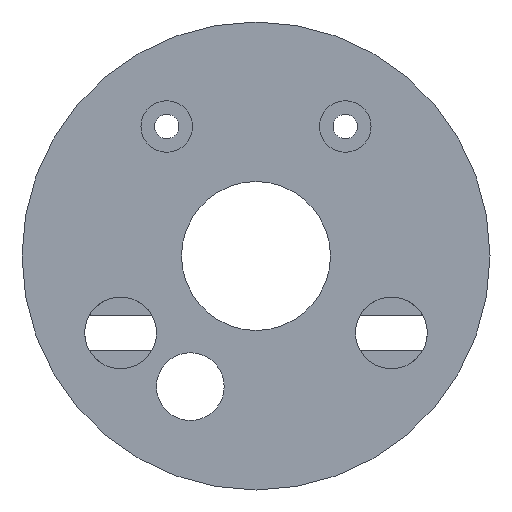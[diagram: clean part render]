
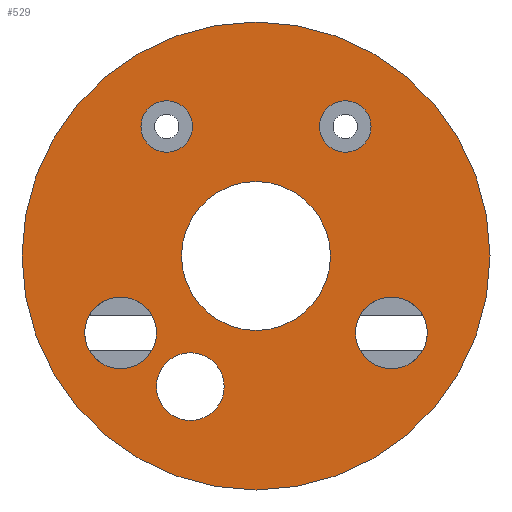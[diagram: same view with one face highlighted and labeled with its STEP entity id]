
A CAD part, front view. The second image highlights one B-rep face of the part: STEP entity #529.
In plain terms, the highlighted planar face has unit normal (0, -1, 0).
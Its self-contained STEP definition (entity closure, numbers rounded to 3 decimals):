
#3 = ORIENTED_EDGE ( 'NONE', *, *, #300, .T. ) ;
#5 = DIRECTION ( 'NONE',  ( 0., 0., -1. ) ) ;
#7 = AXIS2_PLACEMENT_3D ( 'NONE', #72, #925, #607 ) ;
#9 = CARTESIAN_POINT ( 'NONE',  ( -6.595, 0., 11.461 ) ) ;
#11 = DIRECTION ( 'NONE',  ( 0., 1., 0. ) ) ;
#16 = DIRECTION ( 'NONE',  ( 0., 1., 0. ) ) ;
#17 = VERTEX_POINT ( 'NONE', #263 ) ;
#21 = DIRECTION ( 'NONE',  ( 0., 1., 0. ) ) ;
#26 = AXIS2_PLACEMENT_3D ( 'NONE', #578, #46, #906 ) ;
#28 = AXIS2_PLACEMENT_3D ( 'NONE', #517, #527, #856 ) ;
#31 = DIRECTION ( 'NONE',  ( 0., 1., 0. ) ) ;
#46 = DIRECTION ( 'NONE',  ( 0., 1., 0. ) ) ;
#55 = FACE_BOUND ( 'NONE', #1010, .T. ) ;
#63 = DIRECTION ( 'NONE',  ( 0., 1., 0. ) ) ;
#69 = FACE_BOUND ( 'NONE', #185, .T. ) ;
#72 = CARTESIAN_POINT ( 'NONE',  ( 0., 0., 0. ) ) ;
#80 = DIRECTION ( 'NONE',  ( 0., 1., 0. ) ) ;
#83 = EDGE_LOOP ( 'NONE', ( #402, #723 ) ) ;
#85 = DIRECTION ( 'NONE',  ( 0., 0., 1. ) ) ;
#86 = DIRECTION ( 'NONE',  ( 0., 0., -1. ) ) ;
#87 = CIRCLE ( 'NONE', #884, 2.5 ) ;
#106 = DIRECTION ( 'NONE',  ( 0., 1., 0. ) ) ;
#111 = DIRECTION ( 'NONE',  ( 0., 0., 1. ) ) ;
#116 = EDGE_CURVE ( 'NONE', #324, #187, #139, .T. ) ;
#121 = CIRCLE ( 'NONE', #625, 2.65 ) ;
#135 = CARTESIAN_POINT ( 'NONE',  ( -10., 0., -5.679 ) ) ;
#139 = CIRCLE ( 'NONE', #26, 5.5 ) ;
#153 = VERTEX_POINT ( 'NONE', #274 ) ;
#159 = CARTESIAN_POINT ( 'NONE',  ( -4.85, 0., -12.145 ) ) ;
#162 = CARTESIAN_POINT ( 'NONE',  ( -10., 0., -5.679 ) ) ;
#182 = EDGE_CURVE ( 'NONE', #512, #247, #691, .T. ) ;
#185 = EDGE_LOOP ( 'NONE', ( #525, #430 ) ) ;
#187 = VERTEX_POINT ( 'NONE', #540 ) ;
#189 = CIRCLE ( 'NONE', #330, 1.9 ) ;
#192 = CARTESIAN_POINT ( 'NONE',  ( 10., 0., -5.679 ) ) ;
#193 = CIRCLE ( 'NONE', #914, 2.5 ) ;
#205 = AXIS2_PLACEMENT_3D ( 'NONE', #318, #11, #248 ) ;
#222 = EDGE_LOOP ( 'NONE', ( #822, #353 ) ) ;
#247 = VERTEX_POINT ( 'NONE', #503 ) ;
#248 = DIRECTION ( 'NONE',  ( 0., 0., 1. ) ) ;
#260 = EDGE_CURVE ( 'NONE', #634, #774, #87, .T. ) ;
#262 = EDGE_LOOP ( 'NONE', ( #561, #317 ) ) ;
#263 = CARTESIAN_POINT ( 'NONE',  ( 10., 0., -3.029 ) ) ;
#274 = CARTESIAN_POINT ( 'NONE',  ( 6.595, 0., 11.461 ) ) ;
#277 = AXIS2_PLACEMENT_3D ( 'NONE', #875, #21, #86 ) ;
#288 = DIRECTION ( 'NONE',  ( 0., 1., 0. ) ) ;
#300 = EDGE_CURVE ( 'NONE', #774, #634, #193, .T. ) ;
#301 = CARTESIAN_POINT ( 'NONE',  ( -6.595, 0., 9.561 ) ) ;
#307 = DIRECTION ( 'NONE',  ( 0., 1., 0. ) ) ;
#308 = AXIS2_PLACEMENT_3D ( 'NONE', #484, #16, #5 ) ;
#317 = ORIENTED_EDGE ( 'NONE', *, *, #116, .T. ) ;
#318 = CARTESIAN_POINT ( 'NONE',  ( 0., 0., 0. ) ) ;
#324 = VERTEX_POINT ( 'NONE', #429 ) ;
#327 = ORIENTED_EDGE ( 'NONE', *, *, #668, .T. ) ;
#330 = AXIS2_PLACEMENT_3D ( 'NONE', #301, #63, #771 ) ;
#353 = ORIENTED_EDGE ( 'NONE', *, *, #694, .T. ) ;
#357 = VERTEX_POINT ( 'NONE', #653 ) ;
#361 = FACE_BOUND ( 'NONE', #83, .T. ) ;
#365 = CARTESIAN_POINT ( 'NONE',  ( -10., 0., -8.329 ) ) ;
#370 = DIRECTION ( 'NONE',  ( 0., 0., 1. ) ) ;
#378 = CIRCLE ( 'NONE', #308, 2.65 ) ;
#388 = CARTESIAN_POINT ( 'NONE',  ( -10., 0., -3.029 ) ) ;
#402 = ORIENTED_EDGE ( 'NONE', *, *, #859, .T. ) ;
#413 = EDGE_CURVE ( 'NONE', #458, #153, #963, .T. ) ;
#426 = CIRCLE ( 'NONE', #671, 2.65 ) ;
#429 = CARTESIAN_POINT ( 'NONE',  ( 0., 0., 5.5 ) ) ;
#430 = ORIENTED_EDGE ( 'NONE', *, *, #753, .T. ) ;
#431 = DIRECTION ( 'NONE',  ( 0., 0., 1. ) ) ;
#447 = FACE_OUTER_BOUND ( 'NONE', #988, .T. ) ;
#456 = ORIENTED_EDGE ( 'NONE', *, *, #982, .T. ) ;
#458 = VERTEX_POINT ( 'NONE', #610 ) ;
#462 = EDGE_CURVE ( 'NONE', #357, #874, #189, .T. ) ;
#472 = CIRCLE ( 'NONE', #7, 5.5 ) ;
#484 = CARTESIAN_POINT ( 'NONE',  ( 10., 0., -5.679 ) ) ;
#487 = AXIS2_PLACEMENT_3D ( 'NONE', #629, #307, #709 ) ;
#498 = DIRECTION ( 'NONE',  ( 0., 1., 0. ) ) ;
#503 = CARTESIAN_POINT ( 'NONE',  ( 0., 0., 17.28 ) ) ;
#512 = VERTEX_POINT ( 'NONE', #852 ) ;
#517 = CARTESIAN_POINT ( 'NONE',  ( 6.595, 0., 9.561 ) ) ;
#525 = ORIENTED_EDGE ( 'NONE', *, *, #462, .T. ) ;
#527 = DIRECTION ( 'NONE',  ( 0., 1., 0. ) ) ;
#529 = ADVANCED_FACE ( 'NONE', ( #862, #447, #756, #69, #689, #55, #361 ), #669, .F. ) ;
#540 = CARTESIAN_POINT ( 'NONE',  ( 0., 0., -5.5 ) ) ;
#561 = ORIENTED_EDGE ( 'NONE', *, *, #763, .T. ) ;
#566 = CARTESIAN_POINT ( 'NONE',  ( -4.85, 0., -9.645 ) ) ;
#578 = CARTESIAN_POINT ( 'NONE',  ( 0., 0., 0. ) ) ;
#600 = CARTESIAN_POINT ( 'NONE',  ( -6.595, 0., 9.561 ) ) ;
#607 = DIRECTION ( 'NONE',  ( 0., 0., 1. ) ) ;
#610 = CARTESIAN_POINT ( 'NONE',  ( 6.595, 0., 7.661 ) ) ;
#625 = AXIS2_PLACEMENT_3D ( 'NONE', #135, #688, #370 ) ;
#629 = CARTESIAN_POINT ( 'NONE',  ( 0., 0., 0. ) ) ;
#634 = VERTEX_POINT ( 'NONE', #159 ) ;
#645 = CIRCLE ( 'NONE', #1008, 2.65 ) ;
#651 = ORIENTED_EDGE ( 'NONE', *, *, #916, .F. ) ;
#653 = CARTESIAN_POINT ( 'NONE',  ( -6.595, 0., 7.661 ) ) ;
#668 = EDGE_CURVE ( 'NONE', #17, #839, #378, .T. ) ;
#669 = PLANE ( 'NONE',  #205 ) ;
#670 = AXIS2_PLACEMENT_3D ( 'NONE', #870, #1013, #681 ) ;
#671 = AXIS2_PLACEMENT_3D ( 'NONE', #192, #106, #821 ) ;
#681 = DIRECTION ( 'NONE',  ( 0., 0., 1. ) ) ;
#688 = DIRECTION ( 'NONE',  ( 0., 1., 0. ) ) ;
#689 = FACE_BOUND ( 'NONE', #222, .T. ) ;
#691 = CIRCLE ( 'NONE', #670, 17.28 ) ;
#694 = EDGE_CURVE ( 'NONE', #153, #458, #729, .T. ) ;
#709 = DIRECTION ( 'NONE',  ( 0., 0., 1. ) ) ;
#711 = EDGE_LOOP ( 'NONE', ( #3, #981 ) ) ;
#723 = ORIENTED_EDGE ( 'NONE', *, *, #904, .T. ) ;
#729 = CIRCLE ( 'NONE', #277, 1.9 ) ;
#731 = CIRCLE ( 'NONE', #833, 1.9 ) ;
#737 = CARTESIAN_POINT ( 'NONE',  ( -4.85, 0., -9.645 ) ) ;
#753 = EDGE_CURVE ( 'NONE', #874, #357, #731, .T. ) ;
#756 = FACE_BOUND ( 'NONE', #262, .T. ) ;
#763 = EDGE_CURVE ( 'NONE', #187, #324, #472, .T. ) ;
#769 = VERTEX_POINT ( 'NONE', #365 ) ;
#771 = DIRECTION ( 'NONE',  ( 0., 0., 1. ) ) ;
#774 = VERTEX_POINT ( 'NONE', #999 ) ;
#821 = DIRECTION ( 'NONE',  ( 0., 0., -1. ) ) ;
#822 = ORIENTED_EDGE ( 'NONE', *, *, #413, .T. ) ;
#833 = AXIS2_PLACEMENT_3D ( 'NONE', #600, #288, #431 ) ;
#838 = DIRECTION ( 'NONE',  ( 0., 0., 1. ) ) ;
#839 = VERTEX_POINT ( 'NONE', #922 ) ;
#852 = CARTESIAN_POINT ( 'NONE',  ( 0., 0., -17.28 ) ) ;
#856 = DIRECTION ( 'NONE',  ( 0., 0., -1. ) ) ;
#859 = EDGE_CURVE ( 'NONE', #769, #908, #121, .T. ) ;
#862 = FACE_BOUND ( 'NONE', #711, .T. ) ;
#870 = CARTESIAN_POINT ( 'NONE',  ( 0., 0., 0. ) ) ;
#874 = VERTEX_POINT ( 'NONE', #9 ) ;
#875 = CARTESIAN_POINT ( 'NONE',  ( 6.595, 0., 9.561 ) ) ;
#884 = AXIS2_PLACEMENT_3D ( 'NONE', #737, #31, #111 ) ;
#901 = CIRCLE ( 'NONE', #487, 17.28 ) ;
#904 = EDGE_CURVE ( 'NONE', #908, #769, #645, .T. ) ;
#906 = DIRECTION ( 'NONE',  ( 0., 0., 1. ) ) ;
#908 = VERTEX_POINT ( 'NONE', #388 ) ;
#914 = AXIS2_PLACEMENT_3D ( 'NONE', #566, #498, #838 ) ;
#916 = EDGE_CURVE ( 'NONE', #247, #512, #901, .T. ) ;
#921 = ORIENTED_EDGE ( 'NONE', *, *, #182, .F. ) ;
#922 = CARTESIAN_POINT ( 'NONE',  ( 10., 0., -8.329 ) ) ;
#925 = DIRECTION ( 'NONE',  ( 0., 1., 0. ) ) ;
#963 = CIRCLE ( 'NONE', #28, 1.9 ) ;
#981 = ORIENTED_EDGE ( 'NONE', *, *, #260, .T. ) ;
#982 = EDGE_CURVE ( 'NONE', #839, #17, #426, .T. ) ;
#988 = EDGE_LOOP ( 'NONE', ( #921, #651 ) ) ;
#999 = CARTESIAN_POINT ( 'NONE',  ( -4.85, 0., -7.145 ) ) ;
#1008 = AXIS2_PLACEMENT_3D ( 'NONE', #162, #80, #85 ) ;
#1010 = EDGE_LOOP ( 'NONE', ( #456, #327 ) ) ;
#1013 = DIRECTION ( 'NONE',  ( 0., 1., 0. ) ) ;
